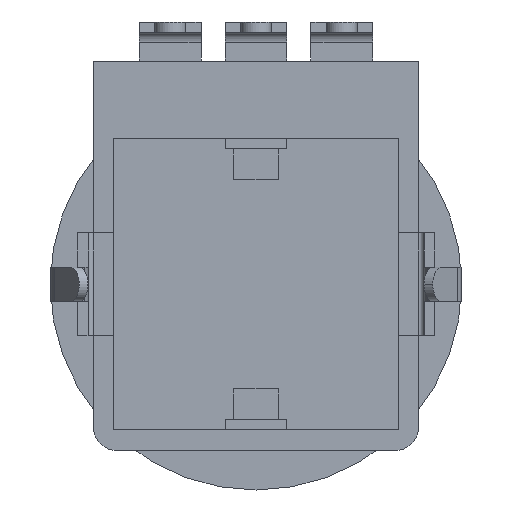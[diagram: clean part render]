
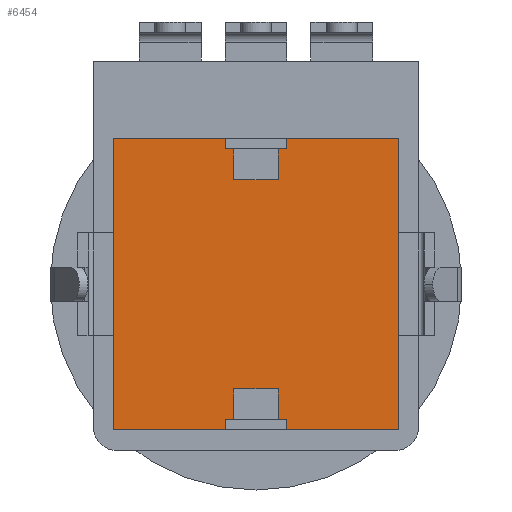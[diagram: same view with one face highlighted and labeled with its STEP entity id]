
A CAD part, front view. The second image highlights one B-rep face of the part: STEP entity #6454.
In plain terms, the highlighted planar face has unit normal (0, -1, 0).
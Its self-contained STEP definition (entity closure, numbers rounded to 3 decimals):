
#137 = CARTESIAN_POINT ( 'NONE',  ( 4.15, 2.7, -4.25 ) ) ;
#312 = DIRECTION ( 'NONE',  ( 0., 0., 1. ) ) ;
#369 = DIRECTION ( 'NONE',  ( 0., 1., 0. ) ) ;
#400 = PLANE ( 'NONE',  #9326 ) ;
#490 = DIRECTION ( 'NONE',  ( -1., 0., 0. ) ) ;
#546 = CARTESIAN_POINT ( 'NONE',  ( 4.15, 2.7, 4.25 ) ) ;
#887 = EDGE_LOOP ( 'NONE', ( #1345, #1133, #6613, #6546 ) ) ;
#974 = EDGE_CURVE ( 'NONE', #3249, #9195, #7054, .T. ) ;
#1133 = ORIENTED_EDGE ( 'NONE', *, *, #2331, .T. ) ;
#1320 = CARTESIAN_POINT ( 'NONE',  ( -4.15, 2.7, -4.25 ) ) ;
#1345 = ORIENTED_EDGE ( 'NONE', *, *, #974, .T. ) ;
#1381 = DIRECTION ( 'NONE',  ( 0., 0., -1. ) ) ;
#1417 = CARTESIAN_POINT ( 'NONE',  ( 0., 2.7, 0. ) ) ;
#1671 = CARTESIAN_POINT ( 'NONE',  ( -4.15, 2.7, 4.25 ) ) ;
#1675 = VECTOR ( 'NONE', #1381, 1000. ) ;
#2331 = EDGE_CURVE ( 'NONE', #9195, #7224, #7123, .T. ) ;
#2976 = VECTOR ( 'NONE', #7411, 1000. ) ;
#3249 = VERTEX_POINT ( 'NONE', #1320 ) ;
#3598 = LINE ( 'NONE', #1671, #1675 ) ;
#4268 = CARTESIAN_POINT ( 'NONE',  ( -4.15, 2.7, 4.25 ) ) ;
#4369 = LINE ( 'NONE', #546, #8011 ) ;
#4958 = FACE_OUTER_BOUND ( 'NONE', #887, .T. ) ;
#5282 = CARTESIAN_POINT ( 'NONE',  ( 4.15, 2.7, 4.25 ) ) ;
#6184 = VERTEX_POINT ( 'NONE', #4268 ) ;
#6454 = ADVANCED_FACE ( 'NONE', ( #4958 ), #400, .F. ) ;
#6546 = ORIENTED_EDGE ( 'NONE', *, *, #7694, .T. ) ;
#6613 = ORIENTED_EDGE ( 'NONE', *, *, #6885, .T. ) ;
#6649 = VECTOR ( 'NONE', #9158, 1000. ) ;
#6885 = EDGE_CURVE ( 'NONE', #7224, #6184, #4369, .T. ) ;
#7054 = LINE ( 'NONE', #7446, #2976 ) ;
#7123 = LINE ( 'NONE', #5282, #6649 ) ;
#7224 = VERTEX_POINT ( 'NONE', #7641 ) ;
#7411 = DIRECTION ( 'NONE',  ( 1., 0., 0. ) ) ;
#7446 = CARTESIAN_POINT ( 'NONE',  ( 4.15, 2.7, -4.25 ) ) ;
#7641 = CARTESIAN_POINT ( 'NONE',  ( 4.15, 2.7, 4.25 ) ) ;
#7694 = EDGE_CURVE ( 'NONE', #6184, #3249, #3598, .T. ) ;
#8011 = VECTOR ( 'NONE', #490, 1000. ) ;
#9158 = DIRECTION ( 'NONE',  ( 0., 0., 1. ) ) ;
#9195 = VERTEX_POINT ( 'NONE', #137 ) ;
#9326 = AXIS2_PLACEMENT_3D ( 'NONE', #1417, #369, #312 ) ;
